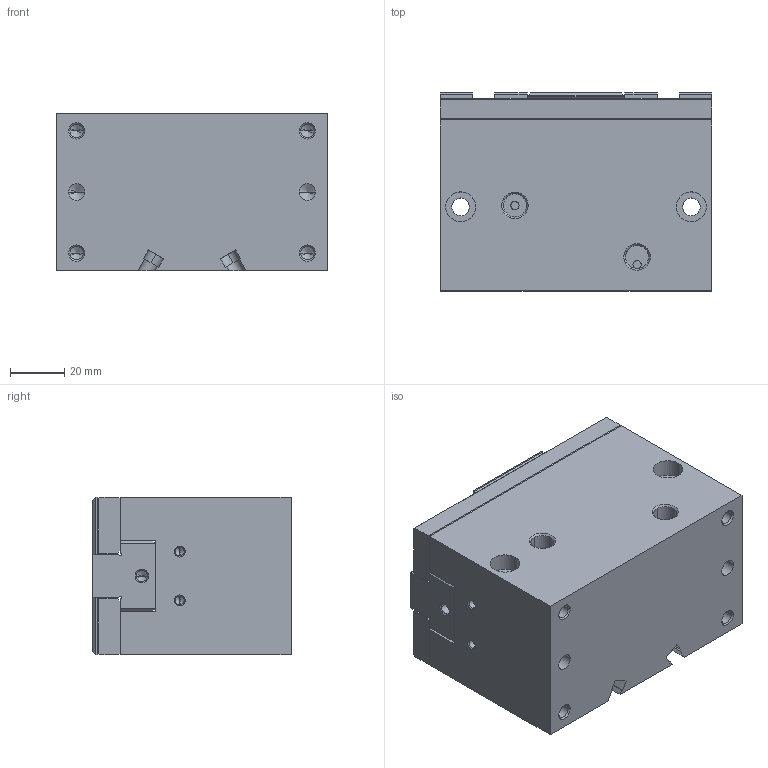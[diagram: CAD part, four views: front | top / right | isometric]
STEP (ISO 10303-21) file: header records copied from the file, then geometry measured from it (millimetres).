
FILE_DESCRIPTION( ( '' ), '1' );
FILE_NAME( 'op58i_op580iad_0_2_14a.stp', '2010-10-25T12:46:38', ( '' ), ( '' ), ' ', ' ', ' ' );
FILE_SCHEMA( ( 'automotive_design' ) );
Length unit declared in the file: millimetre
Products named in the file (3): 1; 2; 3
Bounding box: 100 x 73 x 58 mm (x, y, z)
Volume: 396008.5 mm3; surface area: 59604.7 mm2
Topology: 3 solids, 3 shells, 311 faces, 784 edges, 468 vertices
Faces by surface type: plane 153, cylinder 82, cone 76
Entity records: 17642 total; most frequent: CARTESIAN_POINT 1626, DIRECTION 1574, STYLED_ITEM 1526, PRESENTATION_STYLE_ASSIGNMENT 1526, COLOUR_RGB 1526, ORIENTED_EDGE 1488, EDGE_CURVE 744, CURVE_STYLE 744
